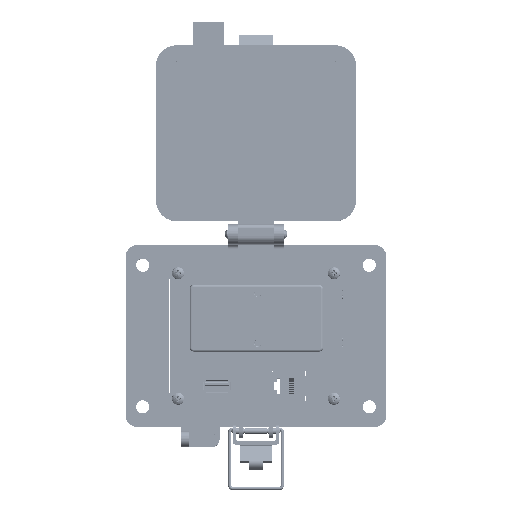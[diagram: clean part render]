
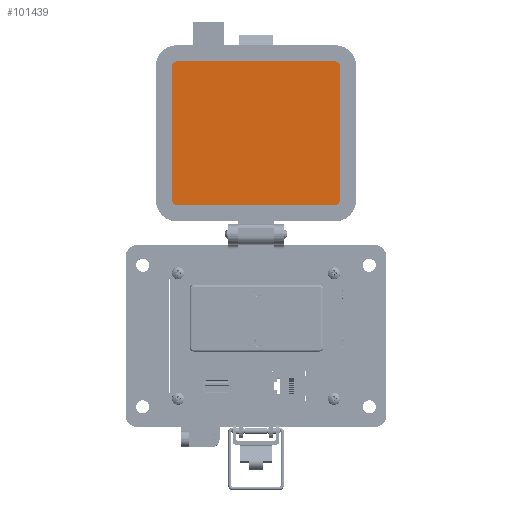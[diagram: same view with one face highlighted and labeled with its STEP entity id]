
A CAD part, top view. The second image highlights one B-rep face of the part: STEP entity #101439.
In plain terms, the highlighted planar face has unit normal (0, 0, 1).
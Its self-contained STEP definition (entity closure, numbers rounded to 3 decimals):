
#1143 = VERTEX_POINT ( 'NONE', #157334 ) ;
#2832 = ORIENTED_EDGE ( 'NONE', *, *, #118760, .F. ) ;
#3854 = CARTESIAN_POINT ( 'NONE',  ( -3.279, 128.688, 19.202 ) ) ;
#4275 = AXIS2_PLACEMENT_3D ( 'NONE', #225650, #102884, #182996 ) ;
#17437 = AXIS2_PLACEMENT_3D ( 'NONE', #39698, #101141, #103744 ) ;
#17843 = VERTEX_POINT ( 'NONE', #149695 ) ;
#23310 = DIRECTION ( 'NONE',  ( -1., 0., 0. ) ) ;
#25699 = EDGE_CURVE ( 'NONE', #17843, #129448, #152284, .T. ) ;
#39698 = CARTESIAN_POINT ( 'NONE',  ( -42.469, 126.389, 19.202 ) ) ;
#40220 = CARTESIAN_POINT ( 'NONE',  ( -44.769, 60.004, 19.202 ) ) ;
#41299 = VERTEX_POINT ( 'NONE', #43228 ) ;
#42634 = LINE ( 'NONE', #3854, #236383 ) ;
#43228 = CARTESIAN_POINT ( 'NONE',  ( 38.212, 126.389, 19.202 ) ) ;
#46104 = DIRECTION ( 'NONE',  ( 0., 1., 0. ) ) ;
#49907 = EDGE_CURVE ( 'NONE', #129448, #245720, #250312, .T. ) ;
#51379 = VERTEX_POINT ( 'NONE', #40220 ) ;
#52549 = LINE ( 'NONE', #115304, #193477 ) ;
#59424 = PLANE ( 'NONE',  #245232 ) ;
#63502 = LINE ( 'NONE', #170205, #248964 ) ;
#67435 = CARTESIAN_POINT ( 'NONE',  ( -3.279, 57.705, 19.202 ) ) ;
#72329 = DIRECTION ( 'NONE',  ( 0., 0., -1. ) ) ;
#73387 = CARTESIAN_POINT ( 'NONE',  ( -42.469, 128.688, 19.202 ) ) ;
#73405 = ORIENTED_EDGE ( 'NONE', *, *, #77771, .F. ) ;
#74054 = CARTESIAN_POINT ( 'NONE',  ( -42.469, 60.004, 19.202 ) ) ;
#75247 = DIRECTION ( 'NONE',  ( 0., -1., 0. ) ) ;
#77771 = EDGE_CURVE ( 'NONE', #84688, #147458, #42634, .T. ) ;
#79052 = CARTESIAN_POINT ( 'NONE',  ( 35.912, 128.688, 19.202 ) ) ;
#80791 = CARTESIAN_POINT ( 'NONE',  ( 39.871, 130.108, 19.202 ) ) ;
#84688 = VERTEX_POINT ( 'NONE', #73387 ) ;
#101141 = DIRECTION ( 'NONE',  ( 0., 0., -1. ) ) ;
#101439 = ADVANCED_FACE ( 'NONE', ( #226222 ), #59424, .T. ) ;
#102884 = DIRECTION ( 'NONE',  ( 0., 0., -1. ) ) ;
#103744 = DIRECTION ( 'NONE',  ( 0., -1., 0. ) ) ;
#105423 = VECTOR ( 'NONE', #148836, 1000. ) ;
#108728 = CARTESIAN_POINT ( 'NONE',  ( -42.469, 57.705, 19.202 ) ) ;
#108812 = DIRECTION ( 'NONE',  ( 1., 0., 0. ) ) ;
#115304 = CARTESIAN_POINT ( 'NONE',  ( 38.212, 93.196, 19.202 ) ) ;
#118760 = EDGE_CURVE ( 'NONE', #41299, #17843, #52549, .T. ) ;
#120576 = AXIS2_PLACEMENT_3D ( 'NONE', #74054, #235559, #108812 ) ;
#123512 = DIRECTION ( 'NONE',  ( 0., 0., 1. ) ) ;
#129448 = VERTEX_POINT ( 'NONE', #162211 ) ;
#131136 = CARTESIAN_POINT ( 'NONE',  ( 35.912, 60.004, 19.202 ) ) ;
#137828 = ORIENTED_EDGE ( 'NONE', *, *, #25699, .F. ) ;
#144693 = ORIENTED_EDGE ( 'NONE', *, *, #241676, .F. ) ;
#147458 = VERTEX_POINT ( 'NONE', #79052 ) ;
#148836 = DIRECTION ( 'NONE',  ( -1., 0., 0. ) ) ;
#149163 = CIRCLE ( 'NONE', #4275, 2.299 ) ;
#149695 = CARTESIAN_POINT ( 'NONE',  ( 38.212, 60.004, 19.202 ) ) ;
#152284 = CIRCLE ( 'NONE', #258968, 2.299 ) ;
#157334 = CARTESIAN_POINT ( 'NONE',  ( -44.769, 126.389, 19.202 ) ) ;
#162211 = CARTESIAN_POINT ( 'NONE',  ( 35.912, 57.705, 19.202 ) ) ;
#170205 = CARTESIAN_POINT ( 'NONE',  ( -44.769, 93.196, 19.202 ) ) ;
#182996 = DIRECTION ( 'NONE',  ( 1., 0., 0. ) ) ;
#193477 = VECTOR ( 'NONE', #75247, 1000. ) ;
#203053 = EDGE_CURVE ( 'NONE', #1143, #84688, #226286, .T. ) ;
#204467 = EDGE_CURVE ( 'NONE', #147458, #41299, #149163, .T. ) ;
#225650 = CARTESIAN_POINT ( 'NONE',  ( 35.912, 126.389, 19.202 ) ) ;
#226222 = FACE_OUTER_BOUND ( 'NONE', #251172, .T. ) ;
#226286 = CIRCLE ( 'NONE', #17437, 2.299 ) ;
#229877 = DIRECTION ( 'NONE',  ( 0., -1., 0. ) ) ;
#235559 = DIRECTION ( 'NONE',  ( 0., 0., -1. ) ) ;
#236383 = VECTOR ( 'NONE', #249508, 1000. ) ;
#238369 = ORIENTED_EDGE ( 'NONE', *, *, #242493, .F. ) ;
#241676 = EDGE_CURVE ( 'NONE', #245720, #51379, #248570, .T. ) ;
#242493 = EDGE_CURVE ( 'NONE', #51379, #1143, #63502, .T. ) ;
#243976 = ORIENTED_EDGE ( 'NONE', *, *, #49907, .F. ) ;
#245232 = AXIS2_PLACEMENT_3D ( 'NONE', #80791, #123512, #23310 ) ;
#245720 = VERTEX_POINT ( 'NONE', #108728 ) ;
#247293 = ORIENTED_EDGE ( 'NONE', *, *, #204467, .F. ) ;
#248570 = CIRCLE ( 'NONE', #120576, 2.299 ) ;
#248964 = VECTOR ( 'NONE', #46104, 1000. ) ;
#249508 = DIRECTION ( 'NONE',  ( 1., 0., 0. ) ) ;
#250312 = LINE ( 'NONE', #67435, #105423 ) ;
#251172 = EDGE_LOOP ( 'NONE', ( #137828, #2832, #247293, #73405, #254647, #238369, #144693, #243976 ) ) ;
#254647 = ORIENTED_EDGE ( 'NONE', *, *, #203053, .F. ) ;
#258968 = AXIS2_PLACEMENT_3D ( 'NONE', #131136, #72329, #229877 ) ;
